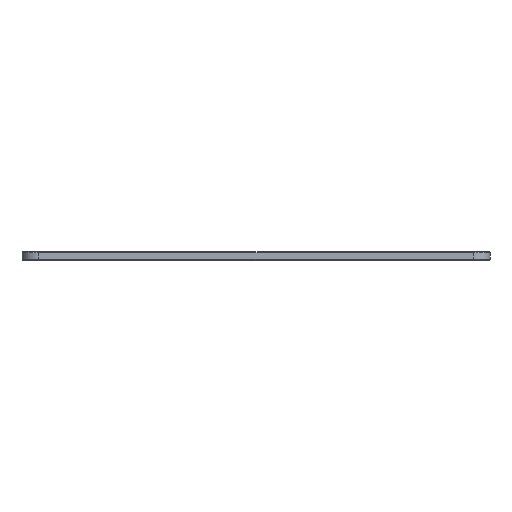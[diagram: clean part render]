
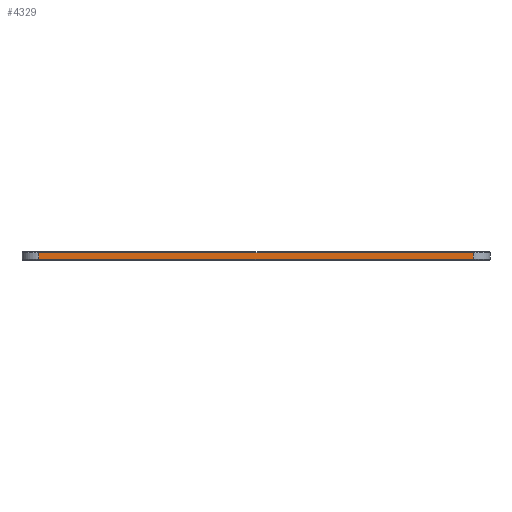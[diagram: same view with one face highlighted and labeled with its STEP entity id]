
A CAD part, front view. The second image highlights one B-rep face of the part: STEP entity #4329.
In plain terms, the highlighted planar face has unit normal (0, -1, 0).
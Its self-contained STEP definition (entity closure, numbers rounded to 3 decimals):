
#126 = CYLINDRICAL_SURFACE('',#127,6.25);
#127 = AXIS2_PLACEMENT_3D('',#128,#129,#130);
#128 = CARTESIAN_POINT('',(-81.25,39.693,0.));
#129 = DIRECTION('',(-0.,-0.,-1.));
#130 = DIRECTION('',(1.,0.,0.));
#227 = EDGE_CURVE('',#228,#230,#232,.T.);
#228 = VERTEX_POINT('',#229);
#229 = CARTESIAN_POINT('',(-81.25,33.443,0.3));
#230 = VERTEX_POINT('',#231);
#231 = CARTESIAN_POINT('',(-81.25,33.443,2.825));
#232 = SURFACE_CURVE('',#233,(#237,#244),.PCURVE_S1.);
#233 = LINE('',#234,#235);
#234 = CARTESIAN_POINT('',(-81.25,33.443,0.));
#235 = VECTOR('',#236,1.);
#236 = DIRECTION('',(0.,0.,1.));
#237 = PCURVE('',#126,#238);
#238 = DEFINITIONAL_REPRESENTATION('',(#239),#243);
#239 = LINE('',#240,#241);
#240 = CARTESIAN_POINT('',(1.571,0.));
#241 = VECTOR('',#242,1.);
#242 = DIRECTION('',(-0.,-1.));
#243 = ( GEOMETRIC_REPRESENTATION_CONTEXT(2) 
PARAMETRIC_REPRESENTATION_CONTEXT() REPRESENTATION_CONTEXT('2D SPACE',''
  ) );
#244 = PCURVE('',#245,#250);
#245 = PLANE('',#246);
#246 = AXIS2_PLACEMENT_3D('',#247,#248,#249);
#247 = CARTESIAN_POINT('',(-81.25,33.443,0.));
#248 = DIRECTION('',(0.,1.,0.));
#249 = DIRECTION('',(1.,0.,0.));
#250 = DEFINITIONAL_REPRESENTATION('',(#251),#255);
#251 = LINE('',#252,#253);
#252 = CARTESIAN_POINT('',(0.,0.));
#253 = VECTOR('',#254,1.);
#254 = DIRECTION('',(0.,-1.));
#255 = ( GEOMETRIC_REPRESENTATION_CONTEXT(2) 
PARAMETRIC_REPRESENTATION_CONTEXT() REPRESENTATION_CONTEXT('2D SPACE',''
  ) );
#509 = PLANE('',#510);
#510 = AXIS2_PLACEMENT_3D('',#511,#512,#513);
#511 = CARTESIAN_POINT('',(-81.25,33.443,0.3));
#512 = DIRECTION('',(0.,-0.707,-0.707));
#513 = DIRECTION('',(0.,0.707,-0.707)
  );
#4329 = ADVANCED_FACE('',(#4330),#245,.F.);
#4330 = FACE_BOUND('',#4331,.F.);
#4331 = EDGE_LOOP('',(#4332,#4355,#4356,#4384));
#4332 = ORIENTED_EDGE('',*,*,#4333,.T.);
#4333 = EDGE_CURVE('',#4334,#228,#4336,.T.);
#4334 = VERTEX_POINT('',#4335);
#4335 = CARTESIAN_POINT('',(81.25,33.443,0.3));
#4336 = SURFACE_CURVE('',#4337,(#4341,#4348),.PCURVE_S1.);
#4337 = LINE('',#4338,#4339);
#4338 = CARTESIAN_POINT('',(-81.25,33.443,0.3));
#4339 = VECTOR('',#4340,1.);
#4340 = DIRECTION('',(-1.,0.,0.));
#4341 = PCURVE('',#245,#4342);
#4342 = DEFINITIONAL_REPRESENTATION('',(#4343),#4347);
#4343 = LINE('',#4344,#4345);
#4344 = CARTESIAN_POINT('',(0.,-0.3));
#4345 = VECTOR('',#4346,1.);
#4346 = DIRECTION('',(-1.,0.));
#4347 = ( GEOMETRIC_REPRESENTATION_CONTEXT(2) 
PARAMETRIC_REPRESENTATION_CONTEXT() REPRESENTATION_CONTEXT('2D SPACE',''
  ) );
#4348 = PCURVE('',#509,#4349);
#4349 = DEFINITIONAL_REPRESENTATION('',(#4350),#4354);
#4350 = LINE('',#4351,#4352);
#4351 = CARTESIAN_POINT('',(0.,0.));
#4352 = VECTOR('',#4353,1.);
#4353 = DIRECTION('',(0.,-1.));
#4354 = ( GEOMETRIC_REPRESENTATION_CONTEXT(2) 
PARAMETRIC_REPRESENTATION_CONTEXT() REPRESENTATION_CONTEXT('2D SPACE',''
  ) );
#4355 = ORIENTED_EDGE('',*,*,#227,.T.);
#4356 = ORIENTED_EDGE('',*,*,#4357,.T.);
#4357 = EDGE_CURVE('',#230,#4358,#4360,.T.);
#4358 = VERTEX_POINT('',#4359);
#4359 = CARTESIAN_POINT('',(81.25,33.443,2.825));
#4360 = SURFACE_CURVE('',#4361,(#4365,#4372),.PCURVE_S1.);
#4361 = LINE('',#4362,#4363);
#4362 = CARTESIAN_POINT('',(-81.25,33.443,2.825));
#4363 = VECTOR('',#4364,1.);
#4364 = DIRECTION('',(1.,0.,0.));
#4365 = PCURVE('',#245,#4366);
#4366 = DEFINITIONAL_REPRESENTATION('',(#4367),#4371);
#4367 = LINE('',#4368,#4369);
#4368 = CARTESIAN_POINT('',(0.,-2.825));
#4369 = VECTOR('',#4370,1.);
#4370 = DIRECTION('',(1.,0.));
#4371 = ( GEOMETRIC_REPRESENTATION_CONTEXT(2) 
PARAMETRIC_REPRESENTATION_CONTEXT() REPRESENTATION_CONTEXT('2D SPACE',''
  ) );
#4372 = PCURVE('',#4373,#4378);
#4373 = PLANE('',#4374);
#4374 = AXIS2_PLACEMENT_3D('',#4375,#4376,#4377);
#4375 = CARTESIAN_POINT('',(-81.25,33.743,3.125));
#4376 = DIRECTION('',(0.,-0.707,0.707));
#4377 = DIRECTION('',(0.,-0.707,-0.707
    ));
#4378 = DEFINITIONAL_REPRESENTATION('',(#4379),#4383);
#4379 = LINE('',#4380,#4381);
#4380 = CARTESIAN_POINT('',(0.424,0.));
#4381 = VECTOR('',#4382,1.);
#4382 = DIRECTION('',(0.,1.));
#4383 = ( GEOMETRIC_REPRESENTATION_CONTEXT(2) 
PARAMETRIC_REPRESENTATION_CONTEXT() REPRESENTATION_CONTEXT('2D SPACE',''
  ) );
#4384 = ORIENTED_EDGE('',*,*,#4385,.F.);
#4385 = EDGE_CURVE('',#4334,#4358,#4386,.T.);
#4386 = SURFACE_CURVE('',#4387,(#4391,#4398),.PCURVE_S1.);
#4387 = LINE('',#4388,#4389);
#4388 = CARTESIAN_POINT('',(81.25,33.443,0.));
#4389 = VECTOR('',#4390,1.);
#4390 = DIRECTION('',(0.,0.,1.));
#4391 = PCURVE('',#245,#4392);
#4392 = DEFINITIONAL_REPRESENTATION('',(#4393),#4397);
#4393 = LINE('',#4394,#4395);
#4394 = CARTESIAN_POINT('',(162.5,0.));
#4395 = VECTOR('',#4396,1.);
#4396 = DIRECTION('',(0.,-1.));
#4397 = ( GEOMETRIC_REPRESENTATION_CONTEXT(2) 
PARAMETRIC_REPRESENTATION_CONTEXT() REPRESENTATION_CONTEXT('2D SPACE',''
  ) );
#4398 = PCURVE('',#4399,#4404);
#4399 = CYLINDRICAL_SURFACE('',#4400,6.25);
#4400 = AXIS2_PLACEMENT_3D('',#4401,#4402,#4403);
#4401 = CARTESIAN_POINT('',(81.25,39.693,0.));
#4402 = DIRECTION('',(-0.,-0.,-1.));
#4403 = DIRECTION('',(1.,0.,0.));
#4404 = DEFINITIONAL_REPRESENTATION('',(#4405),#4409);
#4405 = LINE('',#4406,#4407);
#4406 = CARTESIAN_POINT('',(1.571,0.));
#4407 = VECTOR('',#4408,1.);
#4408 = DIRECTION('',(-0.,-1.));
#4409 = ( GEOMETRIC_REPRESENTATION_CONTEXT(2) 
PARAMETRIC_REPRESENTATION_CONTEXT() REPRESENTATION_CONTEXT('2D SPACE',''
  ) );
